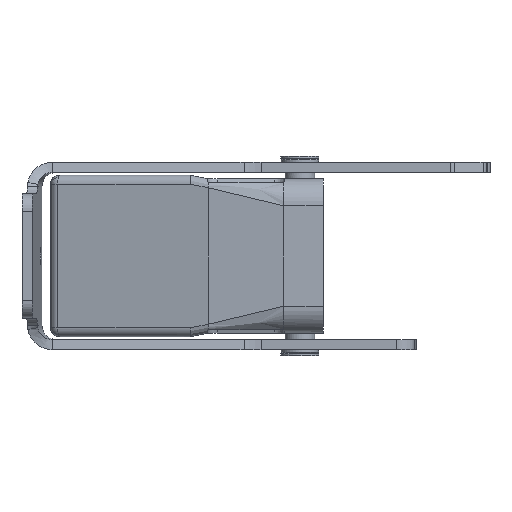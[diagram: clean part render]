
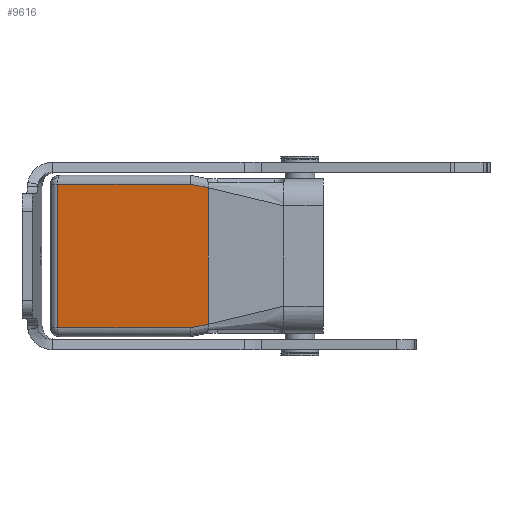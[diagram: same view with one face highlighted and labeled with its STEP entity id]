
A CAD part, left-side view. The second image highlights one B-rep face of the part: STEP entity #9616.
In plain terms, the highlighted planar face has unit normal (-0.982, 0.191, 0).
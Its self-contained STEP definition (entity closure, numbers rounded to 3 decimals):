
#433=DIRECTION('',(0.,0.,-1.));
#434=VECTOR('',#433,38.);
#435=CARTESIAN_POINT('',(-63.811,-7.188,19.));
#436=LINE('',#435,#434);
#437=DIRECTION('',(0.187,0.963,-0.193));
#438=VECTOR('',#437,5.191);
#439=CARTESIAN_POINT('',(-63.811,-7.188,
-19.));
#440=LINE('',#439,#438);
#441=DIRECTION('',(-0.187,-0.963,-0.193));
#442=VECTOR('',#441,5.191);
#443=CARTESIAN_POINT('',(-62.839,-2.187,20.));
#444=LINE('',#443,#442);
#1819=DIRECTION('',(0.191,0.982,0.));
#1820=VECTOR('',#1819,37.669);
#1821=CARTESIAN_POINT('',(-62.839,-2.187,
20.));
#1822=LINE('',#1821,#1820);
#1851=DIRECTION('',(0.,0.,-1.));
#1852=VECTOR('',#1851,40.);
#1853=CARTESIAN_POINT('',(-55.652,34.789,20.));
#1854=LINE('',#1853,#1852);
#1885=DIRECTION('',(-0.191,-0.982,0.));
#1886=VECTOR('',#1885,37.669);
#1887=CARTESIAN_POINT('',(-55.652,34.789,
-20.));
#1888=LINE('',#1887,#1886);
#3453=CARTESIAN_POINT('',(-63.811,-7.188,
-19.));
#7696=VERTEX_POINT('',#3453);
#7720=CARTESIAN_POINT('',(-62.839,-2.187,
-20.));
#7721=VERTEX_POINT('',#7720);
#7722=CARTESIAN_POINT('',(-63.811,-7.188,
19.));
#7723=VERTEX_POINT('',#7722);
#7724=CARTESIAN_POINT('',(-55.652,34.789,
-20.));
#7725=VERTEX_POINT('',#7724);
#7726=CARTESIAN_POINT('',(-55.652,34.789,20.));
#7727=VERTEX_POINT('',#7726);
#7728=CARTESIAN_POINT('',(-62.839,-2.187,
20.));
#7729=VERTEX_POINT('',#7728);
#9598=CARTESIAN_POINT('',(-55.259,36.813,
0.));
#9599=DIRECTION('',(-0.982,0.191,0.));
#9600=DIRECTION('',(-0.191,-0.982,0.));
#9601=AXIS2_PLACEMENT_3D('',#9598,#9599,#9600);
#9602=PLANE('',#9601);
#9604=ORIENTED_EDGE('',*,*,#9603,.T.);
#9605=ORIENTED_EDGE('',*,*,#9586,.T.);
#9607=ORIENTED_EDGE('',*,*,#9606,.F.);
#9609=ORIENTED_EDGE('',*,*,#9608,.F.);
#9611=ORIENTED_EDGE('',*,*,#9610,.F.);
#9613=ORIENTED_EDGE('',*,*,#9612,.T.);
#9614=EDGE_LOOP('',(#9604,#9605,#9607,#9609,#9611,#9613));
#9615=FACE_OUTER_BOUND('',#9614,.F.);
#9586=EDGE_CURVE('',#7696,#7721,#440,.T.);
#9603=EDGE_CURVE('',#7723,#7696,#436,.T.);
#9606=EDGE_CURVE('',#7725,#7721,#1888,.T.);
#9608=EDGE_CURVE('',#7727,#7725,#1854,.T.);
#9610=EDGE_CURVE('',#7729,#7727,#1822,.T.);
#9612=EDGE_CURVE('',#7729,#7723,#444,.T.);
#9616=ADVANCED_FACE('',(#9615),#9602,.T.);
